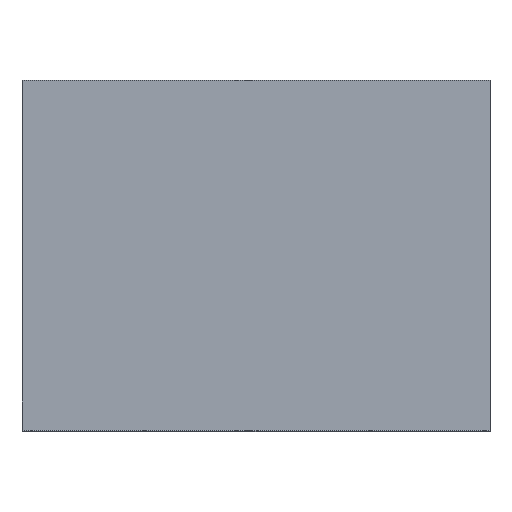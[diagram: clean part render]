
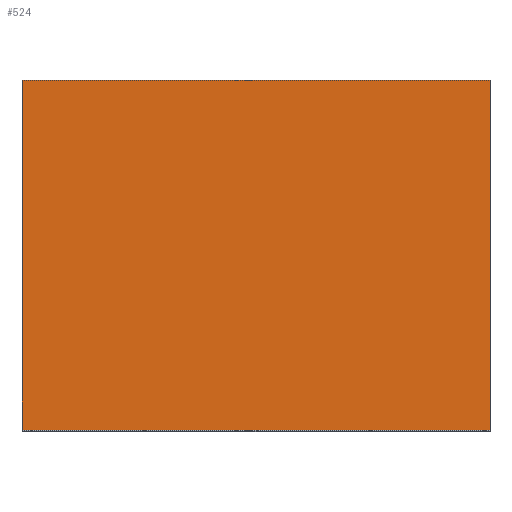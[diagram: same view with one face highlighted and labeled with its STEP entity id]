
A CAD part, top view. The second image highlights one B-rep face of the part: STEP entity #524.
In plain terms, the highlighted planar face has unit normal (0, 0, 1).
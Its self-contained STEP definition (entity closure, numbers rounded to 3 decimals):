
#66 = EDGE_LOOP ( 'NONE', ( #388, #695, #875, #283 ) ) ;
#78 = DIRECTION ( 'NONE',  ( 0., -1., 0. ) ) ;
#93 = VECTOR ( 'NONE', #473, 1000. ) ;
#94 = VECTOR ( 'NONE', #390, 1000. ) ;
#173 = VERTEX_POINT ( 'NONE', #284 ) ;
#225 = VECTOR ( 'NONE', #280, 1000. ) ;
#239 = CARTESIAN_POINT ( 'NONE',  ( 0., 1500., 75. ) ) ;
#280 = DIRECTION ( 'NONE',  ( 1., 0., 0. ) ) ;
#283 = ORIENTED_EDGE ( 'NONE', *, *, #1305, .T. ) ;
#284 = CARTESIAN_POINT ( 'NONE',  ( -2000., 1500., 75. ) ) ;
#303 = PLANE ( 'NONE',  #512 ) ;
#388 = ORIENTED_EDGE ( 'NONE', *, *, #787, .F. ) ;
#390 = DIRECTION ( 'NONE',  ( 1., 0., 0. ) ) ;
#473 = DIRECTION ( 'NONE',  ( 0., -1., 0. ) ) ;
#512 = AXIS2_PLACEMENT_3D ( 'NONE', #1018, #705, #78 ) ;
#524 = ADVANCED_FACE ( 'NONE', ( #1338 ), #303, .T. ) ;
#541 = VERTEX_POINT ( 'NONE', #1324 ) ;
#588 = CARTESIAN_POINT ( 'NONE',  ( -2000., 1500., 75. ) ) ;
#658 = VERTEX_POINT ( 'NONE', #1164 ) ;
#677 = LINE ( 'NONE', #1092, #93 ) ;
#685 = DIRECTION ( 'NONE',  ( 0., -1., 0. ) ) ;
#693 = LINE ( 'NONE', #588, #225 ) ;
#695 = ORIENTED_EDGE ( 'NONE', *, *, #909, .F. ) ;
#705 = DIRECTION ( 'NONE',  ( 0., 0., 1. ) ) ;
#734 = VERTEX_POINT ( 'NONE', #857 ) ;
#787 = EDGE_CURVE ( 'NONE', #541, #734, #1299, .T. ) ;
#857 = CARTESIAN_POINT ( 'NONE',  ( 0., 6., 75. ) ) ;
#872 = EDGE_CURVE ( 'NONE', #173, #658, #677, .T. ) ;
#875 = ORIENTED_EDGE ( 'NONE', *, *, #872, .T. ) ;
#903 = LINE ( 'NONE', #1246, #94 ) ;
#909 = EDGE_CURVE ( 'NONE', #173, #541, #693, .T. ) ;
#1018 = CARTESIAN_POINT ( 'NONE',  ( -2000., 1500., 75. ) ) ;
#1092 = CARTESIAN_POINT ( 'NONE',  ( -2000., 1500., 75. ) ) ;
#1136 = VECTOR ( 'NONE', #685, 1000. ) ;
#1164 = CARTESIAN_POINT ( 'NONE',  ( -2000., 6., 75. ) ) ;
#1246 = CARTESIAN_POINT ( 'NONE',  ( -2000., 6., 75. ) ) ;
#1299 = LINE ( 'NONE', #239, #1136 ) ;
#1305 = EDGE_CURVE ( 'NONE', #658, #734, #903, .T. ) ;
#1324 = CARTESIAN_POINT ( 'NONE',  ( 0., 1500., 75. ) ) ;
#1338 = FACE_OUTER_BOUND ( 'NONE', #66, .T. ) ;
